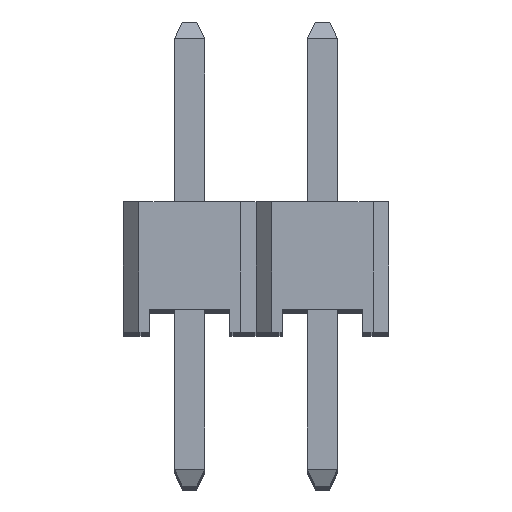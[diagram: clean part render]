
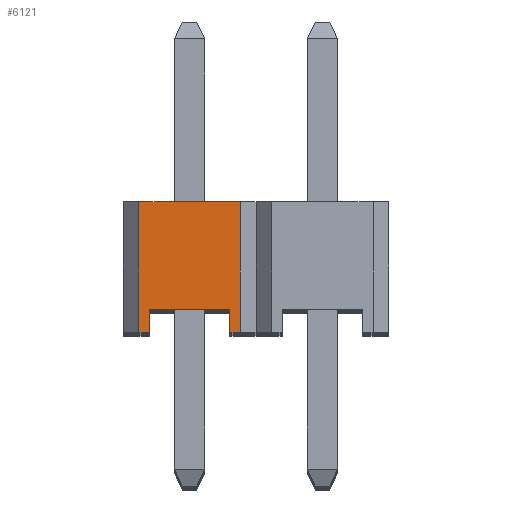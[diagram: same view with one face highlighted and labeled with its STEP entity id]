
A CAD part, top view. The second image highlights one B-rep face of the part: STEP entity #6121.
In plain terms, the highlighted planar face has unit normal (0, 0, 1).
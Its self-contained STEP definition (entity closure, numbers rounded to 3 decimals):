
#15 = PLANE ( 'NONE',  #47491 ) ;
#417 = LINE ( 'NONE', #47051, #3754 ) ;
#1719 = CARTESIAN_POINT ( 'NONE',  ( 0.5, 0.44, 43.18 ) ) ;
#2577 = VERTEX_POINT ( 'NONE', #29298 ) ;
#3754 = VECTOR ( 'NONE', #20058, 1000. ) ;
#4094 = VERTEX_POINT ( 'NONE', #15458 ) ;
#4501 = LINE ( 'NONE', #1719, #23415 ) ;
#5244 = ORIENTED_EDGE ( 'NONE', *, *, #29451, .T. ) ;
#6121 = ADVANCED_FACE ( 'NONE', ( #34588 ), #15, .F. ) ;
#6258 = ORIENTED_EDGE ( 'NONE', *, *, #22975, .T. ) ;
#6369 = EDGE_CURVE ( 'NONE', #47866, #4094, #4501, .T. ) ;
#7064 = VECTOR ( 'NONE', #14915, 1000. ) ;
#7746 = DIRECTION ( 'NONE',  ( 0., -1., 0. ) ) ;
#7978 = ORIENTED_EDGE ( 'NONE', *, *, #13689, .T. ) ;
#9664 = EDGE_CURVE ( 'NONE', #23776, #27004, #32952, .T. ) ;
#11200 = VERTEX_POINT ( 'NONE', #36306 ) ;
#11297 = DIRECTION ( 'NONE',  ( 0., -1., 0. ) ) ;
#11830 = ORIENTED_EDGE ( 'NONE', *, *, #9664, .F. ) ;
#11865 = ORIENTED_EDGE ( 'NONE', *, *, #24339, .T. ) ;
#12716 = DIRECTION ( 'NONE',  ( 0., -1., 0. ) ) ;
#13143 = VECTOR ( 'NONE', #25613, 1000. ) ;
#13689 = EDGE_CURVE ( 'NONE', #30205, #47111, #14151, .T. ) ;
#14151 = LINE ( 'NONE', #33861, #7064 ) ;
#14659 = ORIENTED_EDGE ( 'NONE', *, *, #46326, .F. ) ;
#14915 = DIRECTION ( 'NONE',  ( 1., 0., 0. ) ) ;
#15458 = CARTESIAN_POINT ( 'NONE',  ( 0.5, 0.44, 43.18 ) ) ;
#15786 = CARTESIAN_POINT ( 'NONE',  ( 2.24, 0., 43.18 ) ) ;
#15826 = CARTESIAN_POINT ( 'NONE',  ( 0.3, 2.5, 43.18 ) ) ;
#18173 = CARTESIAN_POINT ( 'NONE',  ( 0.3, 2.5, 43.18 ) ) ;
#18567 = VECTOR ( 'NONE', #7746, 1000. ) ;
#20058 = DIRECTION ( 'NONE',  ( 1., 0., 0. ) ) ;
#20539 = LINE ( 'NONE', #44477, #41538 ) ;
#22975 = EDGE_CURVE ( 'NONE', #2577, #11200, #417, .T. ) ;
#23415 = VECTOR ( 'NONE', #44035, 1000. ) ;
#23776 = VERTEX_POINT ( 'NONE', #15826 ) ;
#24339 = EDGE_CURVE ( 'NONE', #23776, #2577, #48193, .T. ) ;
#25273 = DIRECTION ( 'NONE',  ( 0., -1., 0. ) ) ;
#25613 = DIRECTION ( 'NONE',  ( 1., 0., 0. ) ) ;
#26726 = LINE ( 'NONE', #49831, #18567 ) ;
#27004 = VERTEX_POINT ( 'NONE', #38248 ) ;
#28264 = DIRECTION ( 'NONE',  ( 0., 0., -1. ) ) ;
#28807 = ORIENTED_EDGE ( 'NONE', *, *, #6369, .F. ) ;
#29298 = CARTESIAN_POINT ( 'NONE',  ( 0.3, 0., 43.18 ) ) ;
#29451 = EDGE_CURVE ( 'NONE', #47866, #30205, #34302, .T. ) ;
#30205 = VERTEX_POINT ( 'NONE', #41520 ) ;
#32134 = VECTOR ( 'NONE', #25273, 1000. ) ;
#32952 = LINE ( 'NONE', #36973, #13143 ) ;
#33457 = VECTOR ( 'NONE', #11297, 1000. ) ;
#33861 = CARTESIAN_POINT ( 'NONE',  ( 0.3, 0., 43.18 ) ) ;
#34302 = LINE ( 'NONE', #42064, #33457 ) ;
#34588 = FACE_OUTER_BOUND ( 'NONE', #35063, .T. ) ;
#35063 = EDGE_LOOP ( 'NONE', ( #28807, #5244, #7978, #40824, #11830, #11865, #6258, #14659 ) ) ;
#36306 = CARTESIAN_POINT ( 'NONE',  ( 0.5, 0., 43.18 ) ) ;
#36973 = CARTESIAN_POINT ( 'NONE',  ( 0.3, 2.5, 43.18 ) ) ;
#38248 = CARTESIAN_POINT ( 'NONE',  ( 2.24, 2.5, 43.18 ) ) ;
#39322 = DIRECTION ( 'NONE',  ( -1., 0., 0. ) ) ;
#40824 = ORIENTED_EDGE ( 'NONE', *, *, #42975, .F. ) ;
#41520 = CARTESIAN_POINT ( 'NONE',  ( 2.04, 0., 43.18 ) ) ;
#41538 = VECTOR ( 'NONE', #12716, 1000. ) ;
#42064 = CARTESIAN_POINT ( 'NONE',  ( 2.04, 0.44, 43.18 ) ) ;
#42332 = CARTESIAN_POINT ( 'NONE',  ( 2.04, 0.44, 43.18 ) ) ;
#42975 = EDGE_CURVE ( 'NONE', #27004, #47111, #20539, .T. ) ;
#43845 = CARTESIAN_POINT ( 'NONE',  ( 0.3, 2.5, 43.18 ) ) ;
#44035 = DIRECTION ( 'NONE',  ( -1., 0., 0. ) ) ;
#44477 = CARTESIAN_POINT ( 'NONE',  ( 2.24, 2.5, 43.18 ) ) ;
#46326 = EDGE_CURVE ( 'NONE', #4094, #11200, #26726, .T. ) ;
#47051 = CARTESIAN_POINT ( 'NONE',  ( 0.3, 0., 43.18 ) ) ;
#47111 = VERTEX_POINT ( 'NONE', #15786 ) ;
#47491 = AXIS2_PLACEMENT_3D ( 'NONE', #43845, #28264, #39322 ) ;
#47866 = VERTEX_POINT ( 'NONE', #42332 ) ;
#48193 = LINE ( 'NONE', #18173, #32134 ) ;
#49831 = CARTESIAN_POINT ( 'NONE',  ( 0.5, 0.44, 43.18 ) ) ;
